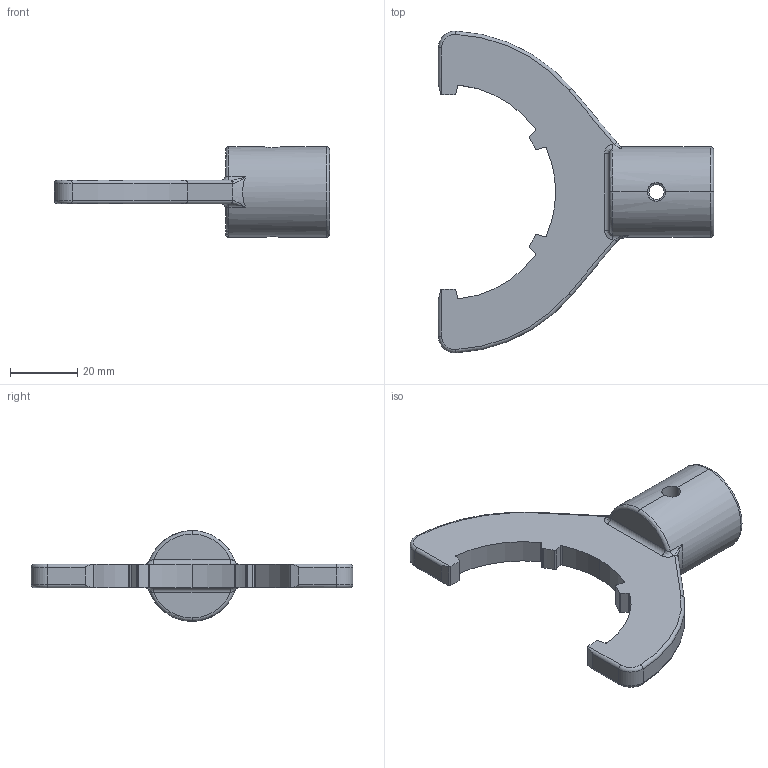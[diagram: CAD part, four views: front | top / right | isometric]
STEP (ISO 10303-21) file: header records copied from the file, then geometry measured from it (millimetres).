
FILE_DESCRIPTION(('HOOPS Exchange Step'),'2;1');
FILE_NAME('export-C55688CF-636D-466B-962B-06B0D67511FE.stp','2023-12-02T16:49:28+01:00',('Engineering'),('Alibre'),'HOOPS Exchange 2021.0','Alibre','Unknown authorisation');
FILE_SCHEMA( ('AP242_MANAGED_MODEL_BASED_3D_ENGINEERING_MIM_LF {1 0 10303 442 1 1 4 }') );
Length unit declared in the file: millimetre
Products named in the file (1): 6399 Wrenchhead for ER 40 Nut, A-E 40
Bounding box: 82 x 95.89 x 27 mm (x, y, z)
Volume: 27723.8 mm3; surface area: 11147.5 mm2
Topology: 1 solids, 1 shells, 102 faces, 266 edges, 159 vertices
Faces by surface type: cylinder 54, plane 17, torus 14, bspline 11, cone 6
Entity records: 5165 total; most frequent: CARTESIAN_POINT 2634, DIRECTION 557, ORIENTED_EDGE 524, EDGE_CURVE 262, AXIS2_PLACEMENT_3D 228, VERTEX_POINT 159, CIRCLE 120, EDGE_LOOP 103
